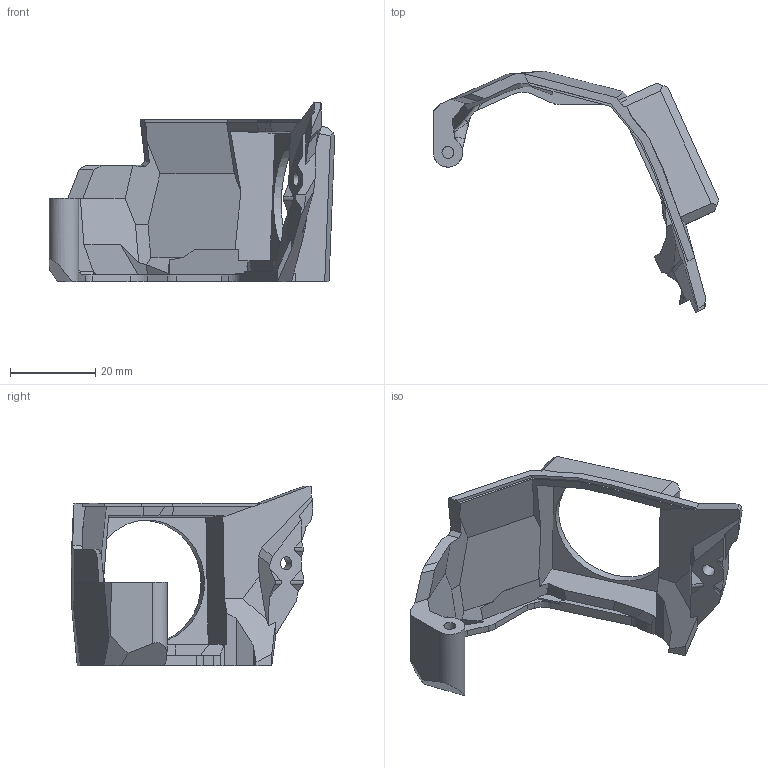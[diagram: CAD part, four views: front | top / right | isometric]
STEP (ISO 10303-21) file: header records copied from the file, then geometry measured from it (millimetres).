
FILE_DESCRIPTION(/* description */ (''),/* implementation_level */ '2;1');
FILE_NAME(/* name */ 'SB2040 door with capacitor relief and 3010 fan v1.stl.step',/* time_stamp */ '2022-10-29T13:33:20-07:00',/* author */ (''),/* organization */ (''),/* preprocessor_version */ 'ST-DEVELOPER v19.2',/* originating_system */ 'Autodesk Translation Framework v11.17.0.187',/* authorisation */ '');
FILE_SCHEMA (('AUTOMOTIVE_DESIGN { 1 0 10303 214 3 1 1 }'));
Length unit declared in the file: millimetre
Products named in the file (1): stealthburner_cable_cover_3010
Bounding box: 67.08 x 56.73 x 42.2 mm (x, y, z)
Volume: 10238.4 mm3; surface area: 9314.8 mm2
Topology: 1 solids, 2 shells, 172 faces, 496 edges, 326 vertices
Faces by surface type: plane 151, cylinder 19, bspline 2
Full cylindrical faces by diameter (mm): 2.8 x1, 3 x1, 29 x1
Entity records: 6048 total; most frequent: CARTESIAN_POINT 1462, ORIENTED_EDGE 994, DIRECTION 870, EDGE_CURVE 497, LINE 450, VECTOR 450, VERTEX_POINT 326, AXIS2_PLACEMENT_3D 210
